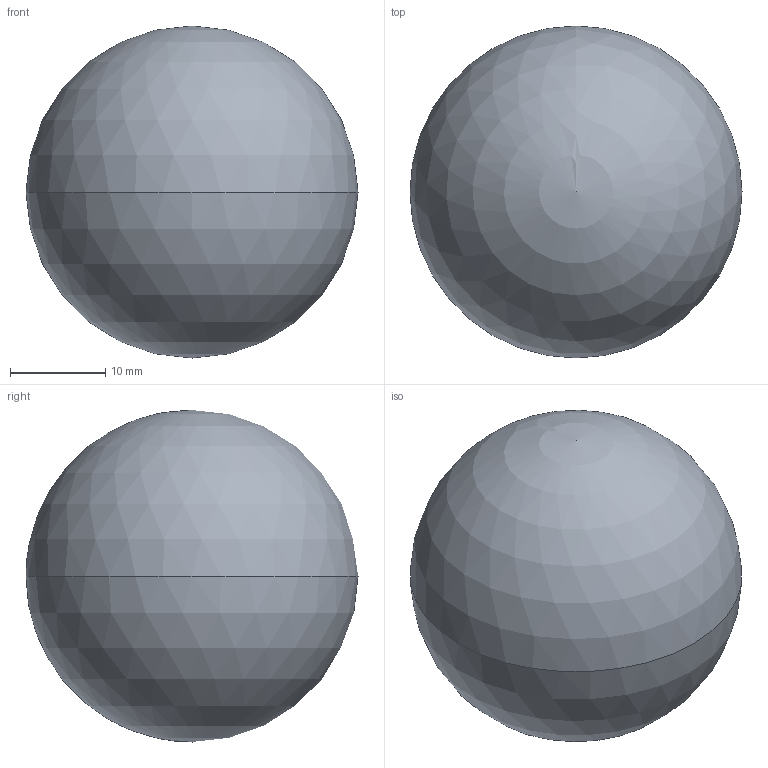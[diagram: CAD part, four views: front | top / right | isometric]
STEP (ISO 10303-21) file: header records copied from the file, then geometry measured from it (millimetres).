
FILE_DESCRIPTION (( 'STEP AP203' ), '1' );
FILE_NAME ('96405K74_Multipurpose Neoprene Rubber Ball.STEP', '2022-10-18T15:29:07', ( 'Administrator' ), ( 'Managed by Terraform' ), 'SwSTEP 2.0', 'SolidWorks 2017', '' );
FILE_SCHEMA (( 'CONFIG_CONTROL_DESIGN' ));
Length unit declared in the file: inch
Products named in the file (1): 96405K74_Multipurpose Neoprene Rubber Ball
Bounding box: 34.92 x 34.92 x 34.92 mm (x, y, z)
Volume: 22305.3 mm3; surface area: 3832 mm2
Topology: 1 solids, 1 shells, 2 faces, 7 edges, 5 vertices
Faces by surface type: sphere 2
Entity records: 123 total; most frequent: DIRECTION 10, PERSON_AND_ORGANIZATION 8, CARTESIAN_POINT 7, LOCAL_TIME 5, PERSON_AND_ORGANIZATION_ROLE 5, DATE_AND_TIME 5, CALENDAR_DATE 5, CC_DESIGN_PERSON_AND_ORGANIZATION_ASSIGNMENT 5
